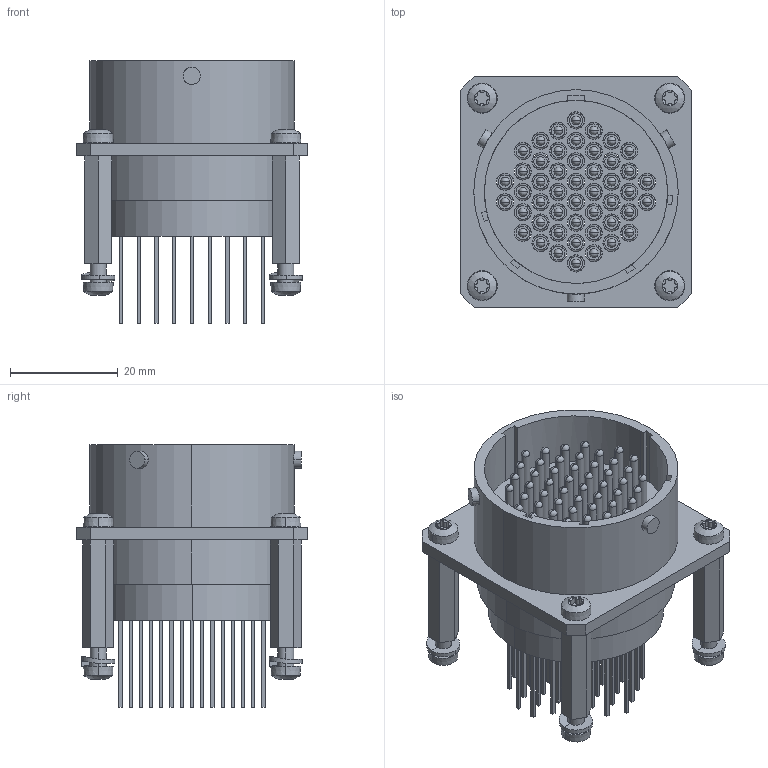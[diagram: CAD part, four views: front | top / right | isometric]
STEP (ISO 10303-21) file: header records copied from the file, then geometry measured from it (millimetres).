
FILE_DESCRIPTION((''),'2;1');
FILE_NAME('EDA-02366-V1-0.stp','2011-08-24T08:54:17',(''),(''),'Mechanical Desktop 2011','Mechanical Desktop 2011',', , ');
FILE_SCHEMA(('AUTOMOTIVE_DESIGN { 1 2 10303 214 1 1 1 1 }'));
Length unit declared in the file: millimetre
Products named in the file (2): Product; 1
Bounding box: 42.9 x 42.9 x 48.8 mm (x, y, z)
Volume: 25088.6 mm3; surface area: 37979.1 mm2
Topology: 71 solids, 71 shells, 2395 faces, 5733 edges, 3738 vertices
Faces by surface type: cylinder 1032, plane 635, bspline 576, sphere 104, cone 48
Entity records: 72225 total; most frequent: CARTESIAN_POINT 17227, DIRECTION 11582, ORIENTED_EDGE 10948, EDGE_CURVE 5474, AXIS2_PLACEMENT_3D 4557, VERTEX_POINT 3628, EDGE_LOOP 2994, VECTOR 2468
